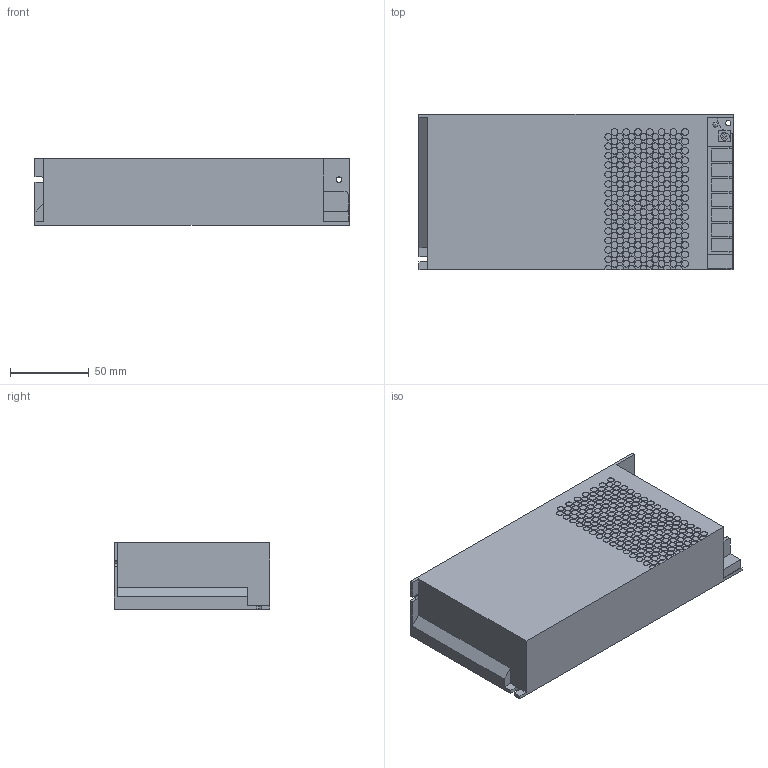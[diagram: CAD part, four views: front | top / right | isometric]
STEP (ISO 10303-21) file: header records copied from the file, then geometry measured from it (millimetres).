
FILE_DESCRIPTION(/* description */ (''),/* implementation_level */ '2;1');
FILE_NAME(/* name */ 'Power Supply 24V10A.stp',/* time_stamp */ '2017-05-22T21:21:15-04:00',/* author */ ('QC'),/* organization */ (''),/* preprocessor_version */ 'ST-DEVELOPER v16.5',/* originating_system */ 'Autodesk Inventor 2017',/* authorisation */ '');
FILE_SCHEMA (('AUTOMOTIVE_DESIGN { 1 0 10303 214 3 1 1 }'));
Length unit declared in the file: millimetre
Products named in the file (1): Power Supply 24V10A
Bounding box: 200 x 99 x 42.3 mm (x, y, z)
Volume: 775450.9 mm3; surface area: 66522.4 mm2
Topology: 1 solids, 1 shells, 525 faces, 948 edges, 631 vertices
Faces by surface type: plane 295, cylinder 229, bspline 1
Full cylindrical faces by diameter (mm): 3 x1, 3.4 x1, 3.5 x1, 4.25 x203
Entity records: 12141 total; most frequent: DIRECTION 2256, CARTESIAN_POINT 1927, ORIENTED_EDGE 1484, AXIS2_PLACEMENT_3D 990, EDGE_LOOP 941, EDGE_CURVE 742, VERTEX_POINT 631, FACE_OUTER_BOUND 525
